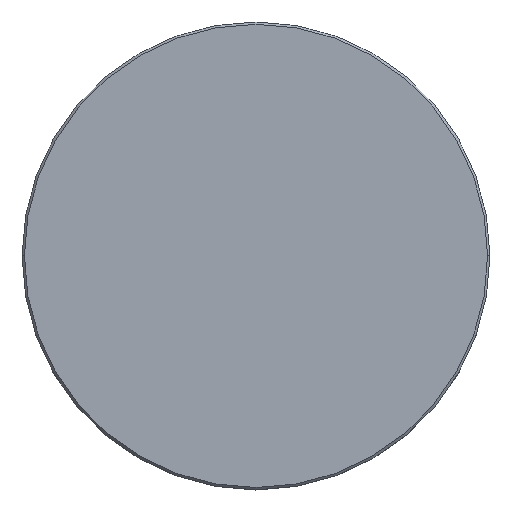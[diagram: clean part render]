
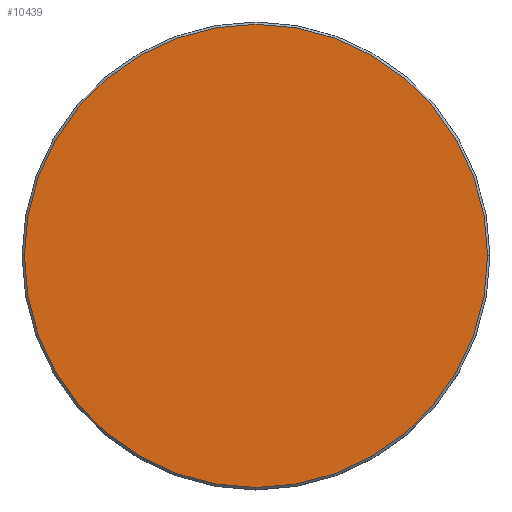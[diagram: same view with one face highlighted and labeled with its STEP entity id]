
A CAD part, top view. The second image highlights one B-rep face of the part: STEP entity #10439.
In plain terms, the highlighted planar face has unit normal (0, 0, 1).
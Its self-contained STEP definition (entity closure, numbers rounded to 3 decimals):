
#219 = FACE_OUTER_BOUND ( 'NONE', #10093, .T. ) ;
#256 = VERTEX_POINT ( 'NONE', #9490 ) ;
#538 = VERTEX_POINT ( 'NONE', #9337 ) ;
#847 = EDGE_CURVE ( 'NONE', #256, #538, #9318, .T. ) ;
#862 = CARTESIAN_POINT ( 'NONE',  ( 0., 0., 6. ) ) ;
#1303 = AXIS2_PLACEMENT_3D ( 'NONE', #7968, #8878, #3421 ) ;
#1757 = DIRECTION ( 'NONE',  ( 1., 0., 0. ) ) ;
#3421 = DIRECTION ( 'NONE',  ( 1., 0., 0. ) ) ;
#3658 = AXIS2_PLACEMENT_3D ( 'NONE', #4299, #10647, #5221 ) ;
#4168 = EDGE_CURVE ( 'NONE', #538, #256, #6574, .T. ) ;
#4299 = CARTESIAN_POINT ( 'NONE',  ( 0., 0., 6. ) ) ;
#5017 = AXIS2_PLACEMENT_3D ( 'NONE', #862, #7217, #1757 ) ;
#5221 = DIRECTION ( 'NONE',  ( 1., 0., 0. ) ) ;
#6574 = CIRCLE ( 'NONE', #5017, 25.15 ) ;
#7217 = DIRECTION ( 'NONE',  ( 0., 0., 1. ) ) ;
#7843 = PLANE ( 'NONE',  #1303 ) ;
#7968 = CARTESIAN_POINT ( 'NONE',  ( 0., 0., 6. ) ) ;
#8878 = DIRECTION ( 'NONE',  ( 0., 0., 1. ) ) ;
#9318 = CIRCLE ( 'NONE', #3658, 25.15 ) ;
#9337 = CARTESIAN_POINT ( 'NONE',  ( 25.15, 0., 6. ) ) ;
#9490 = CARTESIAN_POINT ( 'NONE',  ( -25.15, 0., 6. ) ) ;
#10093 = EDGE_LOOP ( 'NONE', ( #10205, #10750 ) ) ;
#10205 = ORIENTED_EDGE ( 'NONE', *, *, #847, .T. ) ;
#10439 = ADVANCED_FACE ( 'NONE', ( #219 ), #7843, .T. ) ;
#10647 = DIRECTION ( 'NONE',  ( 0., 0., 1. ) ) ;
#10750 = ORIENTED_EDGE ( 'NONE', *, *, #4168, .T. ) ;
